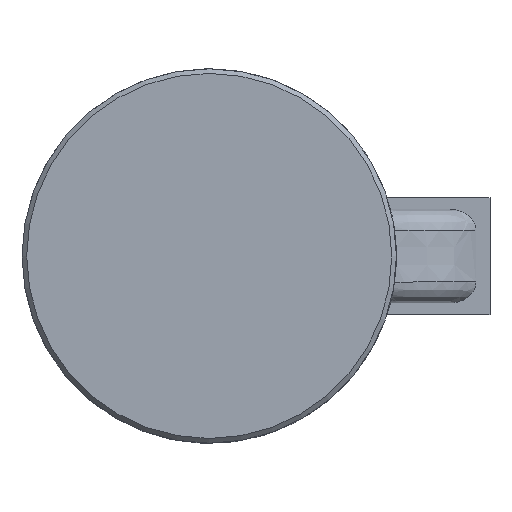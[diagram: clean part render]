
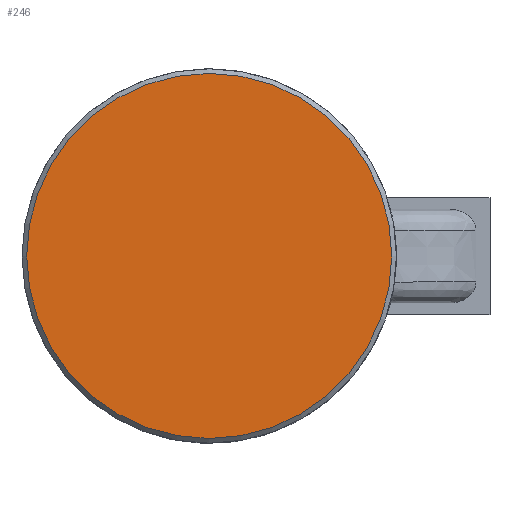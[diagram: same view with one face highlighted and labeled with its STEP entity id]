
A CAD part, top view. The second image highlights one B-rep face of the part: STEP entity #246.
In plain terms, the highlighted planar face has unit normal (0, 0, 1).
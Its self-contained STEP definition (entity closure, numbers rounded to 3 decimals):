
#31=PLANE('',#280);
#50=FACE_OUTER_BOUND('',#64,.T.);
#64=EDGE_LOOP('',(#186));
#106=CIRCLE('',#274,3.9);
#114=VERTEX_POINT('',#355);
#137=EDGE_CURVE('',#114,#114,#106,.T.);
#186=ORIENTED_EDGE('',*,*,#137,.F.);
#246=ADVANCED_FACE('',(#50),#31,.T.);
#274=AXIS2_PLACEMENT_3D('',#356,#299,#300);
#280=AXIS2_PLACEMENT_3D('',#460,#315,#316);
#299=DIRECTION('center_axis',(0.,0.,-1.));
#300=DIRECTION('ref_axis',(1.,0.,0.));
#315=DIRECTION('center_axis',(0.,0.,1.));
#316=DIRECTION('ref_axis',(1.,0.,0.));
#355=CARTESIAN_POINT('',(-3.9,0.,2.7));
#356=CARTESIAN_POINT('Origin',(0.,0.,2.7));
#460=CARTESIAN_POINT('Origin',(0.,0.,2.7));
